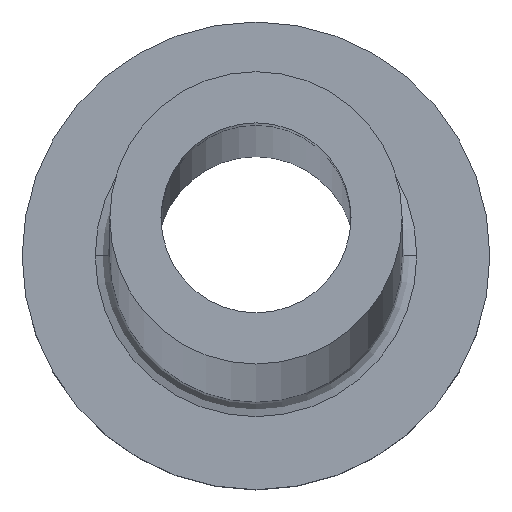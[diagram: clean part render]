
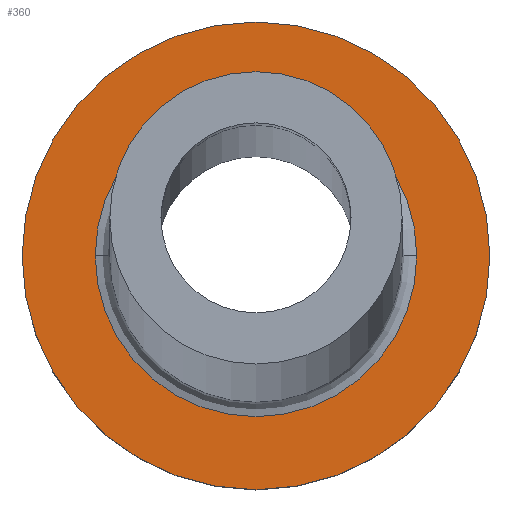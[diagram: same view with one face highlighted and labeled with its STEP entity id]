
A CAD part, top view. The second image highlights one B-rep face of the part: STEP entity #360.
In plain terms, the highlighted planar face has unit normal (0, 0, 1).
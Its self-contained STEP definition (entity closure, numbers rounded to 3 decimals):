
#5 = CARTESIAN_POINT ( 'NONE',  ( 5.5, 0., 5. ) ) ;
#11 = AXIS2_PLACEMENT_3D ( 'NONE', #201, #347, #394 ) ;
#16 = EDGE_CURVE ( 'NONE', #184, #47, #166, .T. ) ;
#27 = ORIENTED_EDGE ( 'NONE', *, *, #139, .T. ) ;
#39 = CIRCLE ( 'NONE', #292, 8. ) ;
#47 = VERTEX_POINT ( 'NONE', #460 ) ;
#61 = DIRECTION ( 'NONE',  ( 0., 0., 1. ) ) ;
#74 = ORIENTED_EDGE ( 'NONE', *, *, #16, .T. ) ;
#87 = CIRCLE ( 'NONE', #353, 8. ) ;
#99 = DIRECTION ( 'NONE',  ( 0., 0., -1. ) ) ;
#125 = EDGE_CURVE ( 'NONE', #388, #417, #87, .T. ) ;
#139 = EDGE_CURVE ( 'NONE', #47, #184, #431, .T. ) ;
#150 = DIRECTION ( 'NONE',  ( 1., 0., 0. ) ) ;
#152 = EDGE_CURVE ( 'NONE', #417, #388, #39, .T. ) ;
#156 = DIRECTION ( 'NONE',  ( 1., 0., 0. ) ) ;
#166 = CIRCLE ( 'NONE', #11, 5.5 ) ;
#169 = CARTESIAN_POINT ( 'NONE',  ( 0., 0., 5. ) ) ;
#184 = VERTEX_POINT ( 'NONE', #5 ) ;
#201 = CARTESIAN_POINT ( 'NONE',  ( 0., 0., 5. ) ) ;
#217 = DIRECTION ( 'NONE',  ( 0., 0., 1. ) ) ;
#220 = CARTESIAN_POINT ( 'NONE',  ( 8., 0., 5. ) ) ;
#245 = AXIS2_PLACEMENT_3D ( 'NONE', #169, #99, #390 ) ;
#288 = ORIENTED_EDGE ( 'NONE', *, *, #125, .T. ) ;
#292 = AXIS2_PLACEMENT_3D ( 'NONE', #435, #217, #150 ) ;
#297 = FACE_BOUND ( 'NONE', #315, .T. ) ;
#315 = EDGE_LOOP ( 'NONE', ( #74, #27 ) ) ;
#335 = EDGE_LOOP ( 'NONE', ( #440, #288 ) ) ;
#347 = DIRECTION ( 'NONE',  ( 0., 0., -1. ) ) ;
#348 = DIRECTION ( 'NONE',  ( 1., 0., 0. ) ) ;
#353 = AXIS2_PLACEMENT_3D ( 'NONE', #392, #61, #348 ) ;
#360 = ADVANCED_FACE ( 'NONE', ( #297, #444 ), #375, .T. ) ;
#371 = DIRECTION ( 'NONE',  ( 0., 0., 1. ) ) ;
#375 = PLANE ( 'NONE',  #404 ) ;
#388 = VERTEX_POINT ( 'NONE', #220 ) ;
#390 = DIRECTION ( 'NONE',  ( 1., 0., 0. ) ) ;
#392 = CARTESIAN_POINT ( 'NONE',  ( 0., 0., 5. ) ) ;
#394 = DIRECTION ( 'NONE',  ( 1., 0., 0. ) ) ;
#404 = AXIS2_PLACEMENT_3D ( 'NONE', #405, #371, #156 ) ;
#405 = CARTESIAN_POINT ( 'NONE',  ( 0., 0., 5. ) ) ;
#408 = CARTESIAN_POINT ( 'NONE',  ( -8., 0., 5. ) ) ;
#417 = VERTEX_POINT ( 'NONE', #408 ) ;
#431 = CIRCLE ( 'NONE', #245, 5.5 ) ;
#435 = CARTESIAN_POINT ( 'NONE',  ( 0., 0., 5. ) ) ;
#440 = ORIENTED_EDGE ( 'NONE', *, *, #152, .T. ) ;
#444 = FACE_OUTER_BOUND ( 'NONE', #335, .T. ) ;
#460 = CARTESIAN_POINT ( 'NONE',  ( -5.5, 0., 5. ) ) ;
